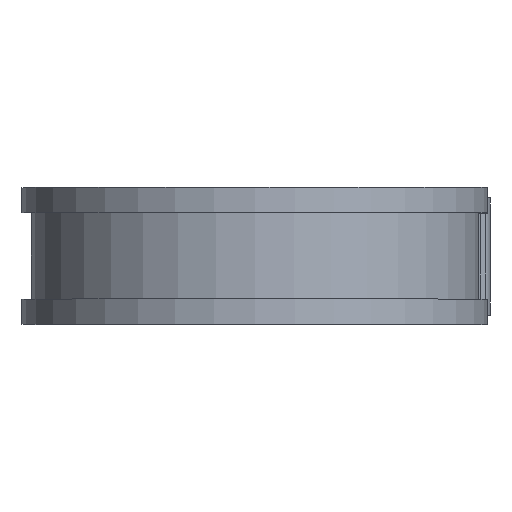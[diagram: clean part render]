
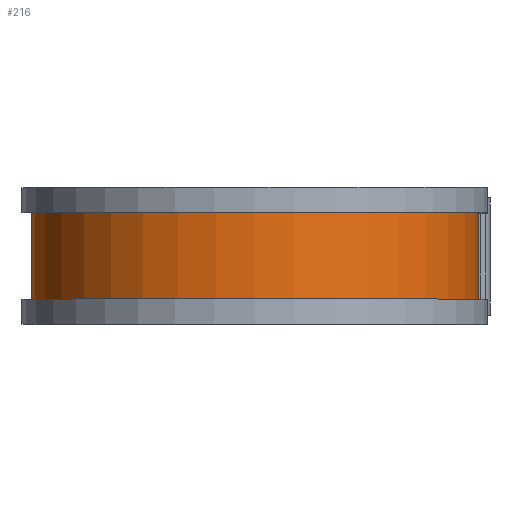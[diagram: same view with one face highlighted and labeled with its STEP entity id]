
A CAD part, top view. The second image highlights one B-rep face of the part: STEP entity #216.
In plain terms, the highlighted cylindrical face has radius 36.081 mm (diameter 72.161 mm), a partial arc.
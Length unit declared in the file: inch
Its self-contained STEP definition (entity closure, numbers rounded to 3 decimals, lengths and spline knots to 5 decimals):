
#67 = CARTESIAN_POINT ( 'NONE',  ( 0., -0.275, -1.4205 ) ) ;
#83 = VERTEX_POINT ( 'NONE', #1148 ) ;
#152 = CARTESIAN_POINT ( 'NONE',  ( 0., -0.275, 0. ) ) ;
#183 = CARTESIAN_POINT ( 'NONE',  ( 0., 0.375, -1.4205 ) ) ;
#216 = ADVANCED_FACE ( 'NONE', ( #570 ), #788, .T. ) ;
#262 = CIRCLE ( 'NONE', #1163, 1.4205 ) ;
#283 = LINE ( 'NONE', #1550, #920 ) ;
#308 = DIRECTION ( 'NONE',  ( 0., 0., -1. ) ) ;
#355 = DIRECTION ( 'NONE',  ( 0., -1., 0. ) ) ;
#397 = LINE ( 'NONE', #183, #714 ) ;
#399 = CARTESIAN_POINT ( 'NONE',  ( 1.4205, 0.275, 0. ) ) ;
#570 = FACE_OUTER_BOUND ( 'NONE', #978, .T. ) ;
#679 = CARTESIAN_POINT ( 'NONE',  ( 0., 0.375, 0. ) ) ;
#689 = CARTESIAN_POINT ( 'NONE',  ( 1.4205, -0.275, 0. ) ) ;
#699 = DIRECTION ( 'NONE',  ( 0., -1., 0. ) ) ;
#714 = VECTOR ( 'NONE', #355, 39.37008 ) ;
#733 = AXIS2_PLACEMENT_3D ( 'NONE', #679, #699, #737 ) ;
#737 = DIRECTION ( 'NONE',  ( 0., 0., -1. ) ) ;
#788 = CYLINDRICAL_SURFACE ( 'NONE', #733, 1.4205 ) ;
#796 = EDGE_CURVE ( 'NONE', #930, #83, #262, .T. ) ;
#839 = AXIS2_PLACEMENT_3D ( 'NONE', #152, #1078, #308 ) ;
#920 = VECTOR ( 'NONE', #1705, 39.37008 ) ;
#930 = VERTEX_POINT ( 'NONE', #399 ) ;
#947 = ORIENTED_EDGE ( 'NONE', *, *, #796, .T. ) ;
#978 = EDGE_LOOP ( 'NONE', ( #1584, #947, #1600, #1044 ) ) ;
#991 = EDGE_CURVE ( 'NONE', #83, #1160, #397, .T. ) ;
#1044 = ORIENTED_EDGE ( 'NONE', *, *, #1262, .F. ) ;
#1058 = DIRECTION ( 'NONE',  ( 0., 0., -1. ) ) ;
#1074 = DIRECTION ( 'NONE',  ( 0., -1., 0. ) ) ;
#1078 = DIRECTION ( 'NONE',  ( 0., -1., 0. ) ) ;
#1090 = CARTESIAN_POINT ( 'NONE',  ( 0., 0.275, 0. ) ) ;
#1148 = CARTESIAN_POINT ( 'NONE',  ( 0., 0.275, -1.4205 ) ) ;
#1160 = VERTEX_POINT ( 'NONE', #67 ) ;
#1163 = AXIS2_PLACEMENT_3D ( 'NONE', #1090, #1074, #1058 ) ;
#1206 = CIRCLE ( 'NONE', #839, 1.4205 ) ;
#1262 = EDGE_CURVE ( 'NONE', #1720, #1160, #1206, .T. ) ;
#1550 = CARTESIAN_POINT ( 'NONE',  ( 1.4205, 0.375, 0. ) ) ;
#1584 = ORIENTED_EDGE ( 'NONE', *, *, #1754, .F. ) ;
#1600 = ORIENTED_EDGE ( 'NONE', *, *, #991, .T. ) ;
#1705 = DIRECTION ( 'NONE',  ( 0., -1., 0. ) ) ;
#1720 = VERTEX_POINT ( 'NONE', #689 ) ;
#1754 = EDGE_CURVE ( 'NONE', #930, #1720, #283, .T. ) ;
